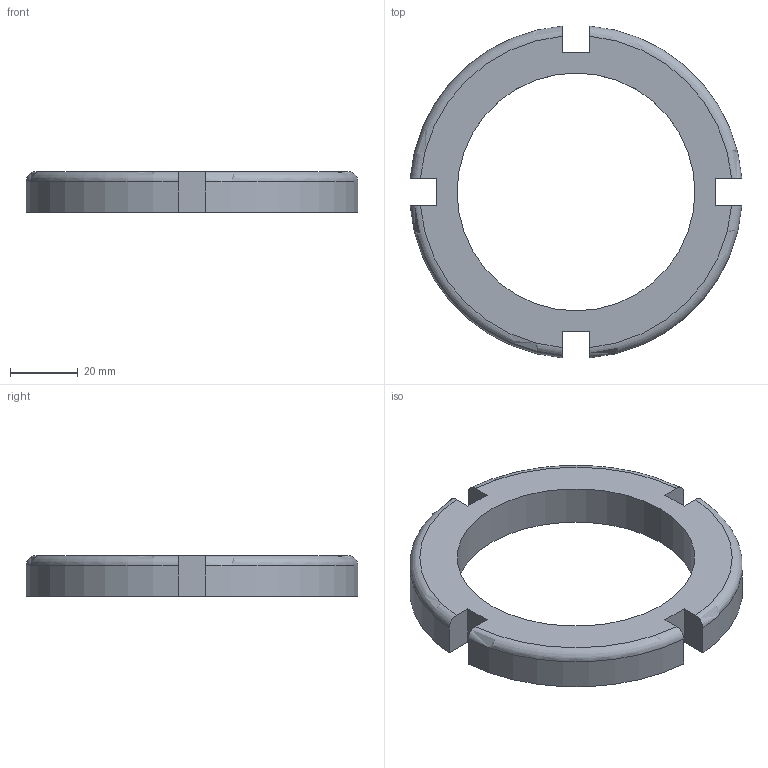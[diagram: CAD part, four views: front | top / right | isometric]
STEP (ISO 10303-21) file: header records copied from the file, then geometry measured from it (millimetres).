
FILE_DESCRIPTION(('CoCreate Modeling STEP Export'),'2;1');
FILE_NAME('m56.stp','2011-05-24T12:34:01',(''),(''),'CoCreate Modeling STEP processor for AP214 (Solid Model)','CoCreate Modeling 18.0P1120 20-Nov-2010 (C) Parametric Technology GmbH','');
FILE_SCHEMA(('AUTOMOTIVE_DESIGN { 1 0 10303 214 1 1 1 1 }'));
Length unit declared in the file: millimetre
Products named in the file (1): BODY_2____SOL3132_-_WSP_VIS_FRE.PRT
Bounding box: 97.67 x 97.67 x 12 mm (x, y, z)
Volume: 40758.4 mm3; surface area: 13591.1 mm2
Topology: 1 solids, 1 shells, 24 faces, 66 edges, 44 vertices
Faces by surface type: plane 14, cylinder 6, torus 4
Entity records: 830 total; most frequent: CARTESIAN_POINT 197, ORIENTED_EDGE 132, DIRECTION 120, EDGE_CURVE 66, VERTEX_POINT 44, VECTOR 42, LINE 42, AXIS2_PLACEMENT_3D 39
